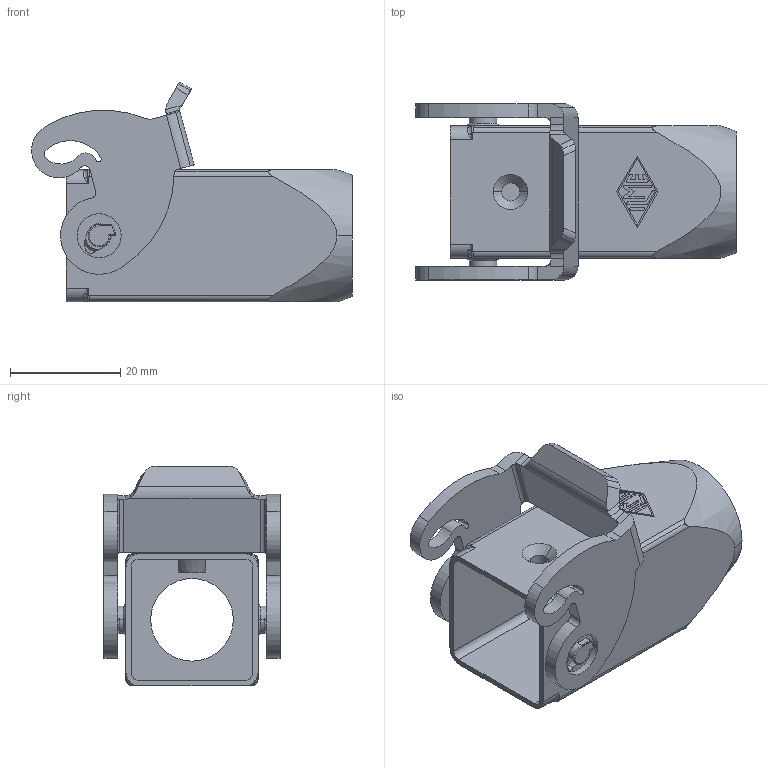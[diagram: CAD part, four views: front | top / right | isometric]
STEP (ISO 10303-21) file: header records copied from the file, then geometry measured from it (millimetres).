
FILE_DESCRIPTION(('Creo Elements/Direct Modeling STEP Export'),'2;1');
FILE_NAME('0ln7uvk53cnqvaf1948','2020-06-25T15:43:58',(''),(''),'Creo Elements/Direct Modeling STEP processor for AP214 (Solid Model)','Creo Elements/Direct Modeling 20.1B 02-Apr-2019 (C) Parametric Technology GmbH','');
FILE_SCHEMA(('AUTOMOTIVE_DESIGN { 1 0 10303 214 1 1 1 1 }'));
Length unit declared in the file: millimetre
Products named in the file (1): MKH VG20
Bounding box: 58.26 x 32 x 39.91 mm (x, y, z)
Volume: 10021.4 mm3; surface area: 13417.1 mm2
Topology: 1 solids, 1 shells, 271 faces, 751 edges, 470 vertices
Faces by surface type: cylinder 128, plane 92, bspline 36, cone 9, torus 6
Entity records: 15155 total; most frequent: CARTESIAN_POINT 7603, ORIENTED_EDGE 1462, DIRECTION 1383, EDGE_CURVE 731, AXIS2_PLACEMENT_3D 514, VERTEX_POINT 470, VECTOR 355, LINE 355
